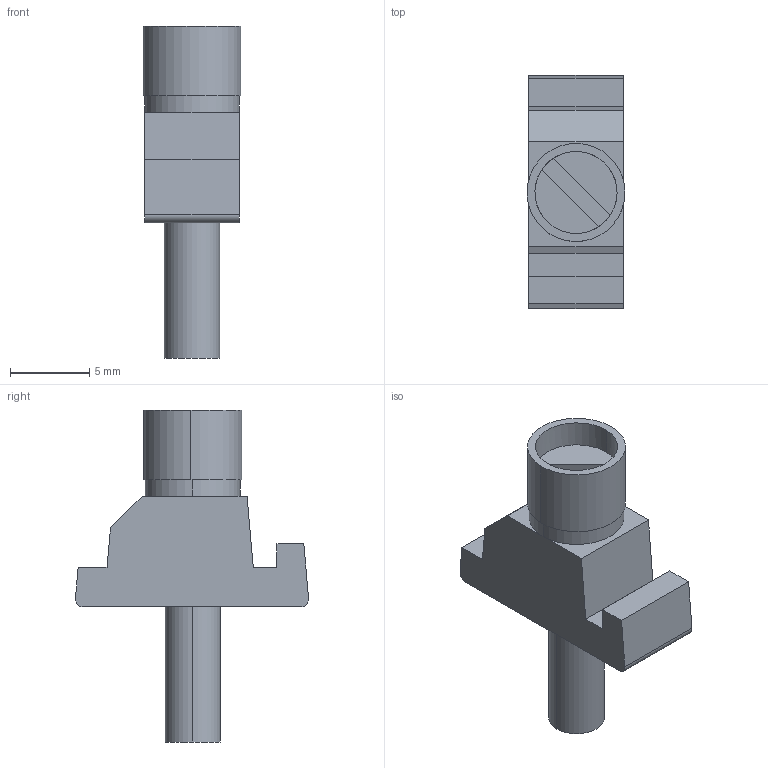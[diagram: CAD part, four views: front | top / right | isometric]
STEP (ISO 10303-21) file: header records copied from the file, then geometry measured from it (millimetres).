
FILE_DESCRIPTION(('Creo Elements/Direct Modeling STEP Export'),'2;1');
FILE_NAME('model.stp','2020-03-03T 0:36:29',(''),(''),'Creo Elements/Direct Modeling STEP processor for AP214 (Solid Model)','Creo Elements/Direct Modeling 20.1A 29-Sep-2018 (C) Parametric Technology GmbH','');
FILE_SCHEMA(('AUTOMOTIVE_DESIGN { 1 0 10303 214 1 1 1 1 }'));
Length unit declared in the file: millimetre
Products named in the file (2): GS-GSK_S-select
Assembly tree (1 placements, depth 2):
  GS-GSK_S-select
    GS-GSK_S-select
Bounding box: 6.2 x 14.75 x 21 mm (x, y, z)
Volume: 665.3 mm3; surface area: 663.2 mm2
Topology: 1 solids, 1 shells, 32 faces, 77 edges, 50 vertices
Faces by surface type: plane 22, cylinder 10
Entity records: 1166 total; most frequent: ORIENTED_EDGE 154, CARTESIAN_POINT 147, DIRECTION 143, EDGE_CURVE 77, VECTOR 51, LINE 51, VERTEX_POINT 50, AXIS2_PLACEMENT_3D 46
